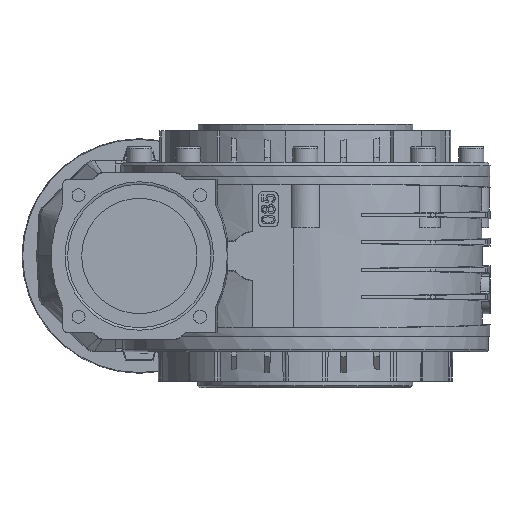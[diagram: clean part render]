
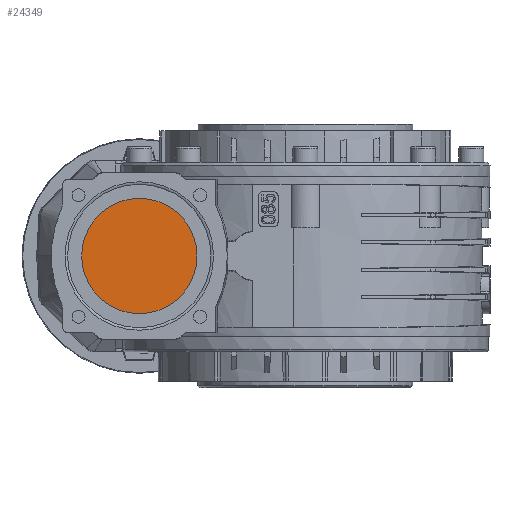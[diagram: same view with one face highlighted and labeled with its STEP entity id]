
A CAD part, left-side view. The second image highlights one B-rep face of the part: STEP entity #24349.
In plain terms, the highlighted planar face has unit normal (-1, 0, 0).
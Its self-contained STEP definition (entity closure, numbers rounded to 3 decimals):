
#5256=ORIENTED_EDGE('',*,*,#9625,.F.);
#9625=EDGE_CURVE('',#11944,#11944,#13434,.T.);
#11944=VERTEX_POINT('',#33165);
#13434=CIRCLE('',#25723,29.5);
#14092=EDGE_LOOP('',(#5256));
#15387=FACE_BOUND('',#14092,.T.);
#16431=PLANE('',#25722);
#24349=ADVANCED_FACE('',(#15387),#16431,.F.);
#25722=AXIS2_PLACEMENT_3D('',#33163,#28501,#28502);
#25723=AXIS2_PLACEMENT_3D('',#33164,#28503,#28504);
#28501=DIRECTION('',(1.,0.,0.));
#28502=DIRECTION('',(0.,-1.,0.));
#28503=DIRECTION('',(1.,0.,0.));
#28504=DIRECTION('',(0.,0.,1.));
#33163=CARTESIAN_POINT('',(-99.3,85.,0.));
#33164=CARTESIAN_POINT('',(-99.3,85.,0.));
#33165=CARTESIAN_POINT('',(-99.3,85.,29.5));
